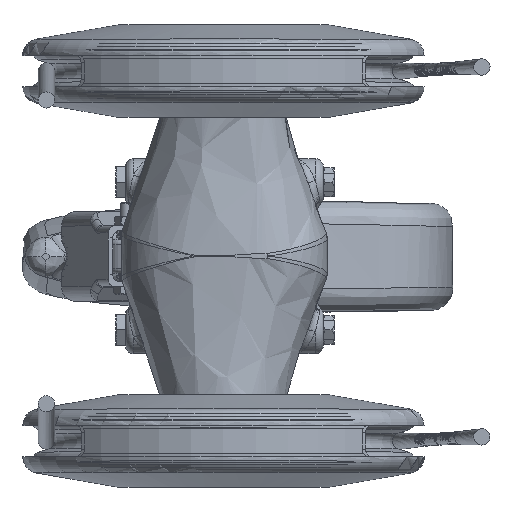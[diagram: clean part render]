
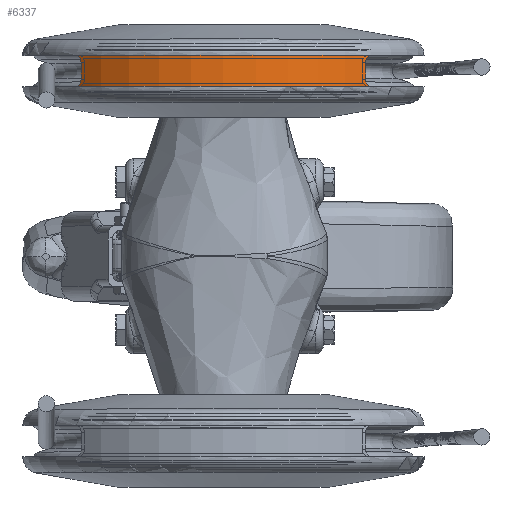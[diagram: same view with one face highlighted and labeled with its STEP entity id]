
A CAD part, top view. The second image highlights one B-rep face of the part: STEP entity #6337.
In plain terms, the highlighted cylindrical face has radius 84 mm (diameter 168 mm), a partial arc.
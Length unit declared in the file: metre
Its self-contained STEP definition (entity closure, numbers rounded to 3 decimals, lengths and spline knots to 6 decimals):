
#174=LINE('',#9464,#416);
#175=LINE('',#9466,#417);
#416=VECTOR('',#7684,1.);
#417=VECTOR('',#7687,1.);
#648=B_SPLINE_CURVE_WITH_KNOTS('',3,(#9217,#9218,#9219,#9220,#9221),
 .UNSPECIFIED.,.F.,.F.,(4,1,4),(0.,0.00206,0.00412),
 .UNSPECIFIED.);
#652=B_SPLINE_CURVE_WITH_KNOTS('',3,(#9242,#9243,#9244,#9245,#9246),
 .UNSPECIFIED.,.F.,.F.,(4,1,4),(0.,0.00206,0.00412),
 .UNSPECIFIED.);
#668=B_SPLINE_CURVE_WITH_KNOTS('',3,(#9352,#9353,#9354,#9355,#9356),
 .UNSPECIFIED.,.F.,.F.,(4,1,4),(0.,0.00206,0.00412),
 .UNSPECIFIED.);
#672=B_SPLINE_CURVE_WITH_KNOTS('',3,(#9377,#9378,#9379,#9380,#9381),
 .UNSPECIFIED.,.F.,.F.,(4,1,4),(0.,0.00206,0.00412),
 .UNSPECIFIED.);
#1424=ORIENTED_EDGE('',*,*,#3352,.F.);
#1425=ORIENTED_EDGE('',*,*,#3329,.F.);
#1426=ORIENTED_EDGE('',*,*,#3353,.F.);
#1427=ORIENTED_EDGE('',*,*,#3323,.F.);
#1428=ORIENTED_EDGE('',*,*,#3354,.F.);
#1429=ORIENTED_EDGE('',*,*,#3289,.T.);
#1430=ORIENTED_EDGE('',*,*,#3355,.T.);
#1431=ORIENTED_EDGE('',*,*,#3295,.T.);
#3289=EDGE_CURVE('',#4263,#4262,#648,.T.);
#3295=EDGE_CURVE('',#4268,#4267,#652,.T.);
#3323=EDGE_CURVE('',#4292,#4293,#668,.T.);
#3329=EDGE_CURVE('',#4297,#4298,#672,.T.);
#3352=EDGE_CURVE('',#4298,#4267,#174,.F.);
#3353=EDGE_CURVE('',#4293,#4297,#4893,.T.);
#3354=EDGE_CURVE('',#4263,#4292,#175,.T.);
#3355=EDGE_CURVE('',#4262,#4268,#4894,.T.);
#4262=VERTEX_POINT('',#9216);
#4263=VERTEX_POINT('',#9222);
#4267=VERTEX_POINT('',#9241);
#4268=VERTEX_POINT('',#9247);
#4292=VERTEX_POINT('',#9351);
#4293=VERTEX_POINT('',#9357);
#4297=VERTEX_POINT('',#9376);
#4298=VERTEX_POINT('',#9382);
#4893=CIRCLE('',#6939,0.084);
#4894=CIRCLE('',#6940,0.084);
#5229=EDGE_LOOP('',(#1424,#1425,#1426,#1427,#1428,#1429,#1430,#1431));
#5738=FACE_BOUND('',#5229,.T.);
#6217=CYLINDRICAL_SURFACE('',#6938,0.084);
#6337=ADVANCED_FACE('',(#5738),#6217,.T.);
#6938=AXIS2_PLACEMENT_3D('',#9463,#7682,#7683);
#6939=AXIS2_PLACEMENT_3D('',#9465,#7685,#7686);
#6940=AXIS2_PLACEMENT_3D('',#9467,#7688,#7689);
#7682=DIRECTION('',(0.,0.,-1.));
#7683=DIRECTION('',(-1.,0.,0.));
#7684=DIRECTION('',(0.,0.,-1.));
#7685=DIRECTION('',(0.,0.,-1.));
#7686=DIRECTION('',(-1.,0.,0.));
#7687=DIRECTION('',(0.,0.,-1.));
#7688=DIRECTION('',(0.,0.,-1.));
#7689=DIRECTION('',(-1.,0.,0.));
#9216=CARTESIAN_POINT('',(-0.061089,0.057655,0.006445));
#9217=CARTESIAN_POINT('',(-0.059397,0.059397,0.0035));
#9218=CARTESIAN_POINT('',(-0.059397,0.059397,0.004197));
#9219=CARTESIAN_POINT('',(-0.059752,0.059045,0.005565));
#9220=CARTESIAN_POINT('',(-0.06062,0.058152,0.006312));
#9221=CARTESIAN_POINT('',(-0.061089,0.057655,0.006445));
#9222=CARTESIAN_POINT('',(-0.059397,0.059397,0.0035));
#9241=CARTESIAN_POINT('',(0.059397,0.059397,0.0035));
#9242=CARTESIAN_POINT('',(0.061089,0.057655,0.006445));
#9243=CARTESIAN_POINT('',(0.06062,0.058152,0.006312));
#9244=CARTESIAN_POINT('',(0.05975,0.059047,0.005561));
#9245=CARTESIAN_POINT('',(0.059397,0.059397,0.004197));
#9246=CARTESIAN_POINT('',(0.059397,0.059397,0.0035));
#9247=CARTESIAN_POINT('',(0.061089,0.057655,0.006445));
#9351=CARTESIAN_POINT('',(-0.059397,0.059397,-0.0035));
#9352=CARTESIAN_POINT('',(-0.059397,0.059397,-0.0035));
#9353=CARTESIAN_POINT('',(-0.059397,0.059397,-0.004197));
#9354=CARTESIAN_POINT('',(-0.059752,0.059045,-0.005565));
#9355=CARTESIAN_POINT('',(-0.06062,0.058152,-0.006312));
#9356=CARTESIAN_POINT('',(-0.061089,0.057655,-0.006445));
#9357=CARTESIAN_POINT('',(-0.061089,0.057655,-0.006445));
#9376=CARTESIAN_POINT('',(0.061089,0.057655,-0.006445));
#9377=CARTESIAN_POINT('',(0.061089,0.057655,-0.006445));
#9378=CARTESIAN_POINT('',(0.06062,0.058152,-0.006312));
#9379=CARTESIAN_POINT('',(0.05975,0.059047,-0.005561));
#9380=CARTESIAN_POINT('',(0.059397,0.059397,-0.004197));
#9381=CARTESIAN_POINT('',(0.059397,0.059397,-0.0035));
#9382=CARTESIAN_POINT('',(0.059397,0.059397,-0.0035));
#9463=CARTESIAN_POINT('',(0.,0.,0.011));
#9464=CARTESIAN_POINT('',(0.059397,0.059397,0.011));
#9465=CARTESIAN_POINT('',(0.,0.,-0.006445));
#9466=CARTESIAN_POINT('',(-0.059397,0.059397,0.011));
#9467=CARTESIAN_POINT('',(0.,0.,0.006445));
